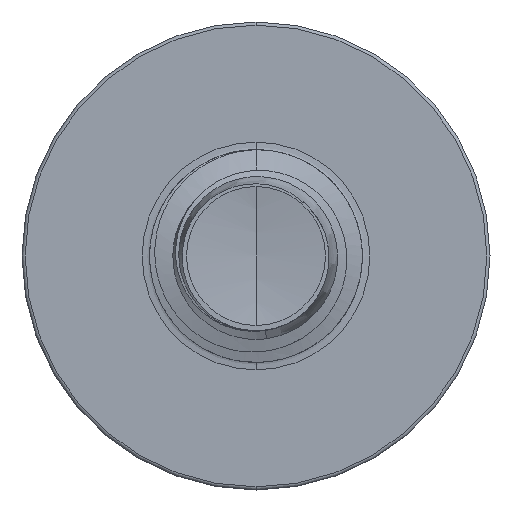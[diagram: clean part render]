
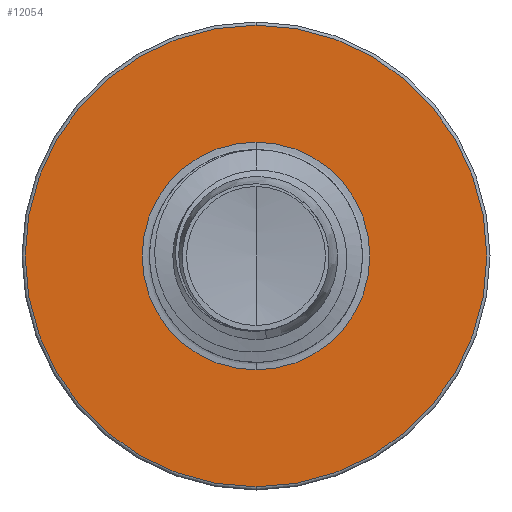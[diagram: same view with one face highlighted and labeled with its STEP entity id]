
A CAD part, front view. The second image highlights one B-rep face of the part: STEP entity #12054.
In plain terms, the highlighted planar face has unit normal (0, -1, 0).
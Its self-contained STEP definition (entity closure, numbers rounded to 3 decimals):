
#94 = CARTESIAN_POINT ( 'NONE',  ( 0., 7.5, 2.677 ) ) ;
#254 = DIRECTION ( 'NONE',  ( 0., 1., 0. ) ) ;
#414 = EDGE_LOOP ( 'NONE', ( #15311, #3718 ) ) ;
#604 = EDGE_CURVE ( 'NONE', #17309, #7096, #9209, .T. ) ;
#1286 = CARTESIAN_POINT ( 'NONE',  ( 0., 7.5, 5.425 ) ) ;
#1294 = AXIS2_PLACEMENT_3D ( 'NONE', #7132, #16935, #8541 ) ;
#1298 = EDGE_CURVE ( 'NONE', #16942, #5076, #13618, .T. ) ;
#2133 = EDGE_LOOP ( 'NONE', ( #14482, #3008 ) ) ;
#2972 = DIRECTION ( 'NONE',  ( 0., 1., 0. ) ) ;
#3008 = ORIENTED_EDGE ( 'NONE', *, *, #1298, .T. ) ;
#3101 = DIRECTION ( 'NONE',  ( 0., 0., 1. ) ) ;
#3718 = ORIENTED_EDGE ( 'NONE', *, *, #8970, .F. ) ;
#3724 = CIRCLE ( 'NONE', #1294, 5.425 ) ;
#5076 = VERTEX_POINT ( 'NONE', #94 ) ;
#6322 = CARTESIAN_POINT ( 'NONE',  ( 0., 7.5, -2.677 ) ) ;
#7096 = VERTEX_POINT ( 'NONE', #11557 ) ;
#7121 = DIRECTION ( 'NONE',  ( 0., 1., 0. ) ) ;
#7132 = CARTESIAN_POINT ( 'NONE',  ( 0., 7.5, 0. ) ) ;
#7618 = FACE_BOUND ( 'NONE', #2133, .T. ) ;
#8291 = CIRCLE ( 'NONE', #13713, 2.677 ) ;
#8474 = DIRECTION ( 'NONE',  ( 0., 0., 1. ) ) ;
#8541 = DIRECTION ( 'NONE',  ( 0., 0., 1. ) ) ;
#8970 = EDGE_CURVE ( 'NONE', #7096, #17309, #3724, .T. ) ;
#9209 = CIRCLE ( 'NONE', #14281, 5.425 ) ;
#9767 = PLANE ( 'NONE',  #11140 ) ;
#9831 = CARTESIAN_POINT ( 'NONE',  ( 0., 7.5, -2.677 ) ) ;
#10860 = EDGE_CURVE ( 'NONE', #5076, #16942, #8291, .T. ) ;
#11140 = AXIS2_PLACEMENT_3D ( 'NONE', #9831, #16875, #8474 ) ;
#11346 = CARTESIAN_POINT ( 'NONE',  ( 0., 7.5, 0. ) ) ;
#11557 = CARTESIAN_POINT ( 'NONE',  ( 0., 7.5, -5.425 ) ) ;
#12054 = ADVANCED_FACE ( 'NONE', ( #15103, #7618 ), #9767, .F. ) ;
#12762 = DIRECTION ( 'NONE',  ( 0., 0., 1. ) ) ;
#13618 = CIRCLE ( 'NONE', #13909, 2.677 ) ;
#13713 = AXIS2_PLACEMENT_3D ( 'NONE', #11346, #2972, #12762 ) ;
#13909 = AXIS2_PLACEMENT_3D ( 'NONE', #15536, #7121, #16923 ) ;
#14255 = CARTESIAN_POINT ( 'NONE',  ( 0., 7.5, 0. ) ) ;
#14281 = AXIS2_PLACEMENT_3D ( 'NONE', #14255, #254, #3101 ) ;
#14482 = ORIENTED_EDGE ( 'NONE', *, *, #10860, .T. ) ;
#15103 = FACE_OUTER_BOUND ( 'NONE', #414, .T. ) ;
#15311 = ORIENTED_EDGE ( 'NONE', *, *, #604, .F. ) ;
#15536 = CARTESIAN_POINT ( 'NONE',  ( 0., 7.5, 0. ) ) ;
#16875 = DIRECTION ( 'NONE',  ( 0., 1., 0. ) ) ;
#16923 = DIRECTION ( 'NONE',  ( 0., 0., 1. ) ) ;
#16935 = DIRECTION ( 'NONE',  ( 0., 1., 0. ) ) ;
#16942 = VERTEX_POINT ( 'NONE', #6322 ) ;
#17309 = VERTEX_POINT ( 'NONE', #1286 ) ;
